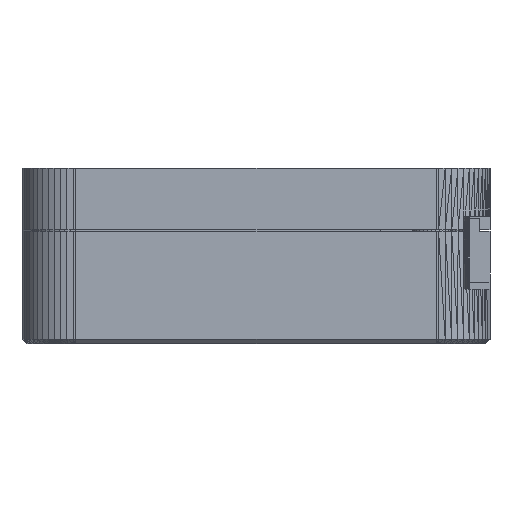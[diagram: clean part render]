
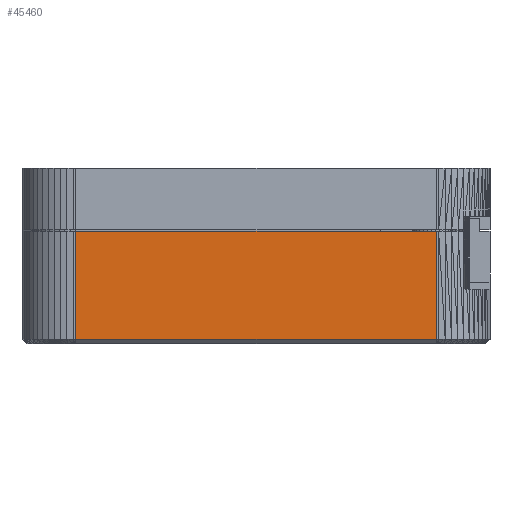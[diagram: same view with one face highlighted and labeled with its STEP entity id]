
A CAD part, front view. The second image highlights one B-rep face of the part: STEP entity #45460.
In plain terms, the highlighted planar face has unit normal (0, -1, 0).
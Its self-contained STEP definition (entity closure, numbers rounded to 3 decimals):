
#1139=FACE_OUTER_BOUND('',#3969,.T.);
#3969=EDGE_LOOP('',(#33390,#33391,#33392,#33393));
#5956=LINE('',#62573,#12387);
#7808=LINE('',#66271,#14239);
#8275=LINE('',#67200,#14706);
#8276=LINE('',#67202,#14707);
#12387=VECTOR('',#50362,10.);
#14239=VECTOR('',#53776,10.);
#14706=VECTOR('',#54725,10.);
#14707=VECTOR('',#54728,10.);
#18786=VERTEX_POINT('',#62570);
#18787=VERTEX_POINT('',#62572);
#19494=VERTEX_POINT('',#65176);
#19495=VERTEX_POINT('',#65180);
#22472=EDGE_CURVE('',#18786,#18787,#5956,.T.);
#24324=EDGE_CURVE('',#19495,#19494,#7808,.T.);
#24791=EDGE_CURVE('',#19494,#18787,#8275,.T.);
#24792=EDGE_CURVE('',#19495,#18786,#8276,.T.);
#33390=ORIENTED_EDGE('',*,*,#24324,.T.);
#33391=ORIENTED_EDGE('',*,*,#24791,.T.);
#33392=ORIENTED_EDGE('',*,*,#22472,.F.);
#33393=ORIENTED_EDGE('',*,*,#24792,.F.);
#42641=PLANE('',#48292);
#45460=ADVANCED_FACE('',(#1139),#42641,.T.);
#48292=AXIS2_PLACEMENT_3D('',#67201,#54726,#54727);
#50362=DIRECTION('',(1.,0.,0.));
#53776=DIRECTION('',(1.,0.,0.));
#54725=DIRECTION('',(0.,0.,1.));
#54726=DIRECTION('center_axis',(0.,-1.,0.));
#54727=DIRECTION('ref_axis',(0.,0.,-1.));
#54728=DIRECTION('',(0.,0.,1.));
#62570=CARTESIAN_POINT('',(3.481,-25.495,13.38));
#62572=CARTESIAN_POINT('',(46.519,-25.495,13.38));
#62573=CARTESIAN_POINT('',(3.481,-25.495,13.38));
#65176=CARTESIAN_POINT('',(46.519,-25.495,0.5));
#65180=CARTESIAN_POINT('',(3.481,-25.495,0.5));
#66271=CARTESIAN_POINT('',(26.,-25.495,0.5));
#67200=CARTESIAN_POINT('',(46.519,-25.495,0.5));
#67201=CARTESIAN_POINT('Origin',(3.481,-25.495,0.5));
#67202=CARTESIAN_POINT('',(3.481,-25.495,0.5));
